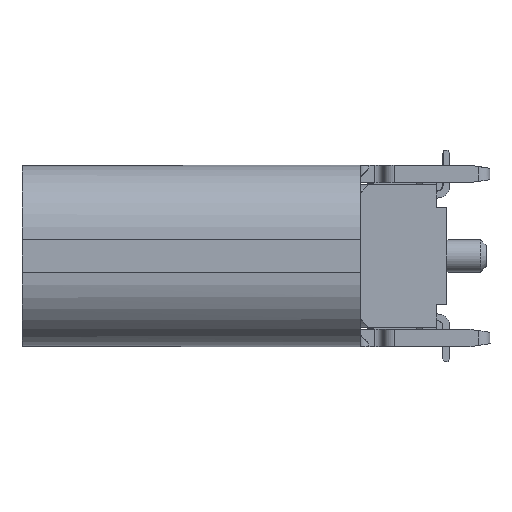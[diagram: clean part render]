
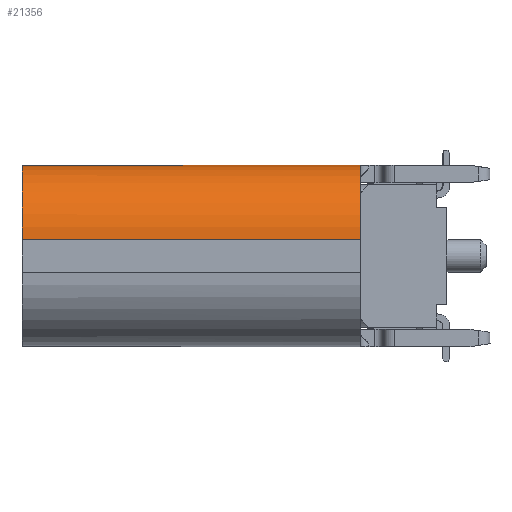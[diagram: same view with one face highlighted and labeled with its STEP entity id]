
A CAD part, left-side view. The second image highlights one B-rep face of the part: STEP entity #21356.
In plain terms, the highlighted cylindrical face has radius 1.3 mm (diameter 2.6 mm), a partial arc.
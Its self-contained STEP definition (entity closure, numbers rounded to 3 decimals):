
#168=CIRCLE('',#27722,1.3);
#197=CIRCLE('',#27777,1.3);
#492=B_SPLINE_CURVE_WITH_KNOTS('',3,(#35893,#35894,#35895,#35896),
 .UNSPECIFIED.,.F.,.F.,(4,4),(0.,0.),.UNSPECIFIED.);
#576=CYLINDRICAL_SURFACE('',#27776,1.3);
#1246=ORIENTED_EDGE('',*,*,#7560,.T.);
#1247=ORIENTED_EDGE('',*,*,#7561,.F.);
#1248=ORIENTED_EDGE('',*,*,#7562,.T.);
#1249=ORIENTED_EDGE('',*,*,#7472,.T.);
#1250=ORIENTED_EDGE('',*,*,#7476,.T.);
#7472=EDGE_CURVE('',#10649,#10648,#12716,.T.);
#7476=EDGE_CURVE('',#10648,#10651,#168,.T.);
#7560=EDGE_CURVE('',#10651,#10714,#492,.T.);
#7561=EDGE_CURVE('',#10715,#10714,#12767,.T.);
#7562=EDGE_CURVE('',#10715,#10649,#197,.T.);
#10648=VERTEX_POINT('',#35699);
#10649=VERTEX_POINT('',#35701);
#10651=VERTEX_POINT('',#35707);
#10714=VERTEX_POINT('',#35892);
#10715=VERTEX_POINT('',#35899);
#12716=LINE('',#35700,#15438);
#12767=LINE('',#35898,#15489);
#15438=VECTOR('',#29635,1000.);
#15489=VECTOR('',#29800,1000.);
#18000=EDGE_LOOP('',(#1246,#1247,#1248,#1249,#1250));
#19203=FACE_BOUND('',#18000,.T.);
#21356=ADVANCED_FACE('',(#19203),#576,.T.);
#27722=AXIS2_PLACEMENT_3D('',#35708,#29642,#29643);
#27776=AXIS2_PLACEMENT_3D('',#35897,#29798,#29799);
#27777=AXIS2_PLACEMENT_3D('',#35900,#29801,#29802);
#29635=DIRECTION('',(0.,1.,0.));
#29642=DIRECTION('',(0.,-1.,0.));
#29643=DIRECTION('',(0.,0.,-1.));
#29798=DIRECTION('',(0.,-1.,0.));
#29799=DIRECTION('',(0.,0.,-1.));
#29800=DIRECTION('',(0.,1.,0.));
#29801=DIRECTION('',(0.,1.,0.));
#29802=DIRECTION('',(0.,0.,-1.));
#35699=CARTESIAN_POINT('',(26.47,-8.75,-9.47));
#35700=CARTESIAN_POINT('',(26.47,-14.65,-9.47));
#35701=CARTESIAN_POINT('',(26.47,-14.65,-9.47));
#35707=CARTESIAN_POINT('',(25.2,-8.75,-8.17));
#35708=CARTESIAN_POINT('',(25.17,-8.75,-9.47));
#35892=CARTESIAN_POINT('',(25.17,-8.747,-8.17));
#35893=CARTESIAN_POINT('',(25.2,-8.75,-8.17));
#35894=CARTESIAN_POINT('',(25.19,-8.75,-8.17));
#35895=CARTESIAN_POINT('',(25.18,-8.749,-8.17));
#35896=CARTESIAN_POINT('',(25.17,-8.747,-8.17));
#35897=CARTESIAN_POINT('',(25.17,-14.65,-9.47));
#35898=CARTESIAN_POINT('',(25.17,-14.65,-8.17));
#35899=CARTESIAN_POINT('',(25.17,-14.65,-8.17));
#35900=CARTESIAN_POINT('',(25.17,-14.65,-9.47));
